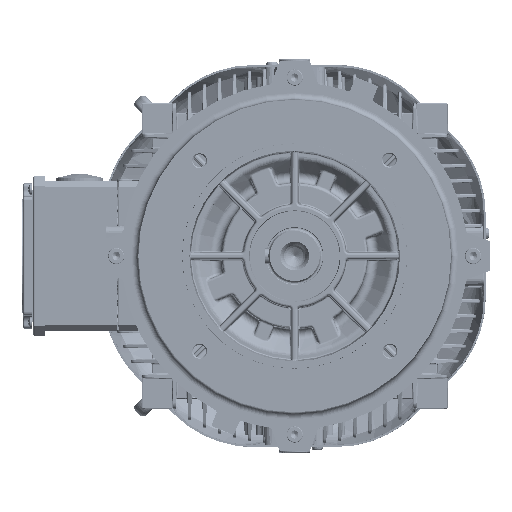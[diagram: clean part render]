
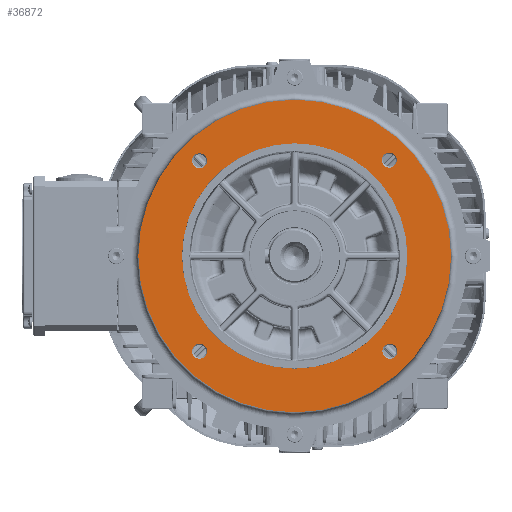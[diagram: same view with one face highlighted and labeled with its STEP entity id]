
A CAD part, left-side view. The second image highlights one B-rep face of the part: STEP entity #36872.
In plain terms, the highlighted planar face has unit normal (-1, 0, 0).
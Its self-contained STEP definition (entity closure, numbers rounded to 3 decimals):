
#36872=ADVANCED_FACE('',(#43948,#43949,#43950,#43951,#43952,#43953),#42593,
 .T.);
#42593=PLANE('',#122263);
#43948=FACE_BOUND('',#46040,.T.);
#43949=FACE_BOUND('',#46041,.T.);
#43950=FACE_BOUND('',#46042,.T.);
#43951=FACE_BOUND('',#46043,.T.);
#43952=FACE_BOUND('',#46044,.T.);
#43953=FACE_BOUND('',#46045,.T.);
#46040=EDGE_LOOP('',(#58577));
#46041=EDGE_LOOP('',(#58578));
#46042=EDGE_LOOP('',(#58579));
#46043=EDGE_LOOP('',(#58580));
#46044=EDGE_LOOP('',(#58581));
#46045=EDGE_LOOP('',(#58582));
#58577=ORIENTED_EDGE('',*,*,#99210,.T.);
#58578=ORIENTED_EDGE('',*,*,#99212,.F.);
#58579=ORIENTED_EDGE('',*,*,#100303,.T.);
#58580=ORIENTED_EDGE('',*,*,#100300,.T.);
#58581=ORIENTED_EDGE('',*,*,#100297,.T.);
#58582=ORIENTED_EDGE('',*,*,#100294,.T.);
#85513=VERTEX_POINT('',#169593);
#85515=VERTEX_POINT('',#169598);
#86290=VERTEX_POINT('',#175342);
#86293=VERTEX_POINT('',#175350);
#86296=VERTEX_POINT('',#175358);
#86299=VERTEX_POINT('',#175366);
#99210=EDGE_CURVE('',#85513,#85513,#116615,.T.);
#99212=EDGE_CURVE('',#85515,#85515,#116617,.T.);
#100294=EDGE_CURVE('',#86290,#86290,#116845,.T.);
#100297=EDGE_CURVE('',#86293,#86293,#116848,.T.);
#100300=EDGE_CURVE('',#86296,#86296,#116851,.T.);
#100303=EDGE_CURVE('',#86299,#86299,#116854,.T.);
#116615=CIRCLE('',#121679,90.);
#116617=CIRCLE('',#121682,124.855);
#116845=CIRCLE('',#122237,6.);
#116848=CIRCLE('',#122242,6.);
#116851=CIRCLE('',#122247,6.);
#116854=CIRCLE('',#122252,6.);
#121679=AXIS2_PLACEMENT_3D('',#169592,#136843,#136844);
#121682=AXIS2_PLACEMENT_3D('',#169597,#136849,#136850);
#122237=AXIS2_PLACEMENT_3D('',#175341,#138197,#138198);
#122242=AXIS2_PLACEMENT_3D('',#175349,#138207,#138208);
#122247=AXIS2_PLACEMENT_3D('',#175357,#138217,#138218);
#122252=AXIS2_PLACEMENT_3D('',#175365,#138227,#138228);
#122263=AXIS2_PLACEMENT_3D('',#175382,#138249,#138250);
#136843=DIRECTION('',(1.,0.,0.));
#136844=DIRECTION('',(0.,1.,0.));
#136849=DIRECTION('',(1.,0.,0.));
#136850=DIRECTION('',(0.,0.,1.));
#138197=DIRECTION('',(1.,0.,0.));
#138198=DIRECTION('',(0.,0.,1.));
#138207=DIRECTION('',(1.,0.,0.));
#138208=DIRECTION('',(0.,0.,1.));
#138217=DIRECTION('',(1.,0.,0.));
#138218=DIRECTION('',(0.,0.,1.));
#138227=DIRECTION('',(1.,0.,0.));
#138228=DIRECTION('',(0.,0.,1.));
#138249=DIRECTION('',(-1.,0.,0.));
#138250=DIRECTION('',(0.,0.,1.));
#169592=CARTESIAN_POINT('',(-41.5,117.,0.));
#169593=CARTESIAN_POINT('',(-41.5,207.,0.));
#169597=CARTESIAN_POINT('',(-41.5,117.,0.));
#169598=CARTESIAN_POINT('',(-41.5,117.,124.855));
#175341=CARTESIAN_POINT('',(-41.5,193.014,76.014));
#175342=CARTESIAN_POINT('',(-41.5,193.014,82.014));
#175349=CARTESIAN_POINT('',(-41.5,193.014,-76.014));
#175350=CARTESIAN_POINT('',(-41.5,193.014,-70.014));
#175357=CARTESIAN_POINT('',(-41.5,40.986,-76.014));
#175358=CARTESIAN_POINT('',(-41.5,40.986,-70.014));
#175365=CARTESIAN_POINT('',(-41.5,41.534,76.558));
#175366=CARTESIAN_POINT('',(-41.5,41.534,82.558));
#175382=CARTESIAN_POINT('',(-41.5,117.,0.));
